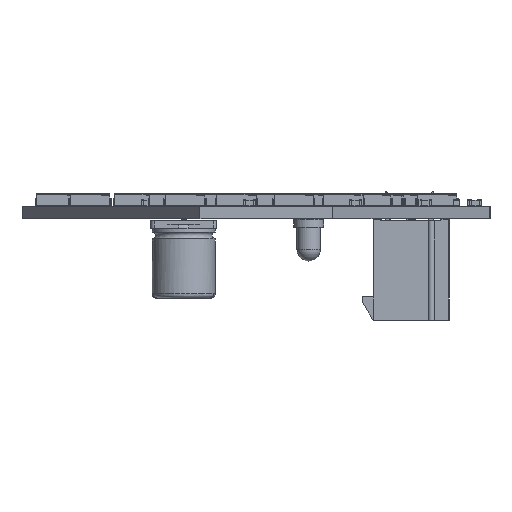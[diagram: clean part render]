
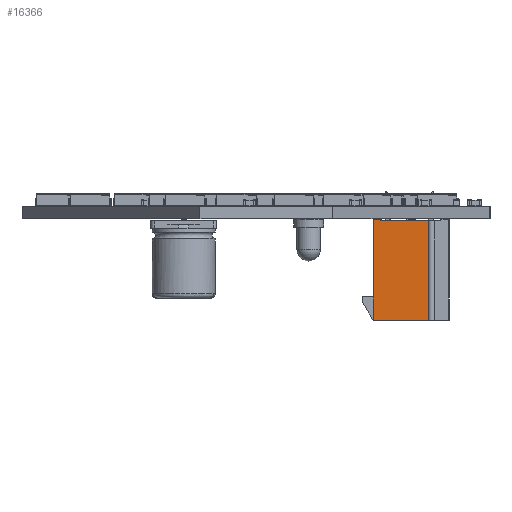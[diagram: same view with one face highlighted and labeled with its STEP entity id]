
A CAD part, front view. The second image highlights one B-rep face of the part: STEP entity #16366.
In plain terms, the highlighted face is planar.
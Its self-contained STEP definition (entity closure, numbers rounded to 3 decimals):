
#13683 = PLANE('',#13684);
#13684 = AXIS2_PLACEMENT_3D('',#13685,#13686,#13687);
#13685 = CARTESIAN_POINT('',(-4.8,0.,-4.8));
#13686 = DIRECTION('',(0.,0.,-1.));
#13687 = DIRECTION('',(0.,-1.,0.));
#13779 = PLANE('',#13780);
#13780 = AXIS2_PLACEMENT_3D('',#13781,#13782,#13783);
#13781 = CARTESIAN_POINT('',(-4.8,12.8,-4.8));
#13782 = DIRECTION('',(0.,1.,0.));
#13783 = DIRECTION('',(1.,0.,-0.));
#13876 = VERTEX_POINT('',#13877);
#13877 = CARTESIAN_POINT('',(4.8,12.8,-4.8));
#13898 = EDGE_CURVE('',#13899,#13876,#13901,.T.);
#13899 = VERTEX_POINT('',#13900);
#13900 = CARTESIAN_POINT('',(4.8,0.,-4.8));
#13901 = SURFACE_CURVE('',#13902,(#13906,#13913),.PCURVE_S1.);
#13902 = LINE('',#13903,#13904);
#13903 = CARTESIAN_POINT('',(4.8,0.,-4.8));
#13904 = VECTOR('',#13905,1.);
#13905 = DIRECTION('',(0.,1.,0.));
#13906 = PCURVE('',#13683,#13907);
#13907 = DEFINITIONAL_REPRESENTATION('',(#13908),#13912);
#13908 = LINE('',#13909,#13910);
#13909 = CARTESIAN_POINT('',(0.,-9.6));
#13910 = VECTOR('',#13911,1.);
#13911 = DIRECTION('',(-1.,-0.));
#13912 = ( GEOMETRIC_REPRESENTATION_CONTEXT(2) 
PARAMETRIC_REPRESENTATION_CONTEXT() REPRESENTATION_CONTEXT('2D SPACE',''
  ) );
#13913 = PCURVE('',#13914,#13919);
#13914 = PLANE('',#13915);
#13915 = AXIS2_PLACEMENT_3D('',#13916,#13917,#13918);
#13916 = CARTESIAN_POINT('',(4.8,0.,0.));
#13917 = DIRECTION('',(1.,0.,0.));
#13918 = DIRECTION('',(0.,1.,-0.));
#13919 = DEFINITIONAL_REPRESENTATION('',(#13920),#13924);
#13920 = LINE('',#13921,#13922);
#13921 = CARTESIAN_POINT('',(0.,-4.8));
#13922 = VECTOR('',#13923,1.);
#13923 = DIRECTION('',(1.,0.));
#13924 = ( GEOMETRIC_REPRESENTATION_CONTEXT(2) 
PARAMETRIC_REPRESENTATION_CONTEXT() REPRESENTATION_CONTEXT('2D SPACE',''
  ) );
#13942 = PLANE('',#13943);
#13943 = AXIS2_PLACEMENT_3D('',#13944,#13945,#13946);
#13944 = CARTESIAN_POINT('',(-4.8,0.,4.8));
#13945 = DIRECTION('',(0.,-1.,0.));
#13946 = DIRECTION('',(0.,0.,-1.));
#14162 = PLANE('',#14163);
#14163 = AXIS2_PLACEMENT_3D('',#14164,#14165,#14166);
#14164 = CARTESIAN_POINT('',(0.8,0.,-3.8));
#14165 = DIRECTION('',(0.,0.,-1.));
#14166 = DIRECTION('',(0.,-1.,0.));
#15925 = PLANE('',#15926);
#15926 = AXIS2_PLACEMENT_3D('',#15927,#15928,#15929);
#15927 = CARTESIAN_POINT('',(-4.8,0.2,0.));
#15928 = DIRECTION('',(0.,-1.,0.));
#15929 = DIRECTION('',(0.,0.,-1.));
#16366 = ADVANCED_FACE('',(#16367),#13914,.T.);
#16367 = FACE_BOUND('',#16368,.T.);
#16368 = EDGE_LOOP('',(#16369,#16394,#16417,#16438,#16439,#16462));
#16369 = ORIENTED_EDGE('',*,*,#16370,.F.);
#16370 = EDGE_CURVE('',#16371,#16373,#16375,.T.);
#16371 = VERTEX_POINT('',#16372);
#16372 = CARTESIAN_POINT('',(4.8,0.2,-3.8));
#16373 = VERTEX_POINT('',#16374);
#16374 = CARTESIAN_POINT('',(4.8,0.2,2.2));
#16375 = SURFACE_CURVE('',#16376,(#16380,#16387),.PCURVE_S1.);
#16376 = LINE('',#16377,#16378);
#16377 = CARTESIAN_POINT('',(4.8,0.2,-3.8)
  );
#16378 = VECTOR('',#16379,1.);
#16379 = DIRECTION('',(0.,0.,1.));
#16380 = PCURVE('',#13914,#16381);
#16381 = DEFINITIONAL_REPRESENTATION('',(#16382),#16386);
#16382 = LINE('',#16383,#16384);
#16383 = CARTESIAN_POINT('',(0.2,-3.8));
#16384 = VECTOR('',#16385,1.);
#16385 = DIRECTION('',(0.,1.));
#16386 = ( GEOMETRIC_REPRESENTATION_CONTEXT(2) 
PARAMETRIC_REPRESENTATION_CONTEXT() REPRESENTATION_CONTEXT('2D SPACE',''
  ) );
#16387 = PCURVE('',#15925,#16388);
#16388 = DEFINITIONAL_REPRESENTATION('',(#16389),#16393);
#16389 = LINE('',#16390,#16391);
#16390 = CARTESIAN_POINT('',(3.8,9.6));
#16391 = VECTOR('',#16392,1.);
#16392 = DIRECTION('',(-1.,0.));
#16393 = ( GEOMETRIC_REPRESENTATION_CONTEXT(2) 
PARAMETRIC_REPRESENTATION_CONTEXT() REPRESENTATION_CONTEXT('2D SPACE',''
  ) );
#16394 = ORIENTED_EDGE('',*,*,#16395,.F.);
#16395 = EDGE_CURVE('',#16396,#16371,#16398,.T.);
#16396 = VERTEX_POINT('',#16397);
#16397 = CARTESIAN_POINT('',(4.8,0.,-3.8));
#16398 = SURFACE_CURVE('',#16399,(#16403,#16410),.PCURVE_S1.);
#16399 = LINE('',#16400,#16401);
#16400 = CARTESIAN_POINT('',(4.8,0.,-3.8));
#16401 = VECTOR('',#16402,1.);
#16402 = DIRECTION('',(0.,1.,0.));
#16403 = PCURVE('',#13914,#16404);
#16404 = DEFINITIONAL_REPRESENTATION('',(#16405),#16409);
#16405 = LINE('',#16406,#16407);
#16406 = CARTESIAN_POINT('',(0.,-3.8));
#16407 = VECTOR('',#16408,1.);
#16408 = DIRECTION('',(1.,0.));
#16409 = ( GEOMETRIC_REPRESENTATION_CONTEXT(2) 
PARAMETRIC_REPRESENTATION_CONTEXT() REPRESENTATION_CONTEXT('2D SPACE',''
  ) );
#16410 = PCURVE('',#14162,#16411);
#16411 = DEFINITIONAL_REPRESENTATION('',(#16412),#16416);
#16412 = LINE('',#16413,#16414);
#16413 = CARTESIAN_POINT('',(0.,-4.));
#16414 = VECTOR('',#16415,1.);
#16415 = DIRECTION('',(-1.,-0.));
#16416 = ( GEOMETRIC_REPRESENTATION_CONTEXT(2) 
PARAMETRIC_REPRESENTATION_CONTEXT() REPRESENTATION_CONTEXT('2D SPACE',''
  ) );
#16417 = ORIENTED_EDGE('',*,*,#16418,.T.);
#16418 = EDGE_CURVE('',#16396,#13899,#16419,.T.);
#16419 = SURFACE_CURVE('',#16420,(#16424,#16431),.PCURVE_S1.);
#16420 = LINE('',#16421,#16422);
#16421 = CARTESIAN_POINT('',(4.8,0.,-3.8));
#16422 = VECTOR('',#16423,1.);
#16423 = DIRECTION('',(0.,0.,-1.));
#16424 = PCURVE('',#13914,#16425);
#16425 = DEFINITIONAL_REPRESENTATION('',(#16426),#16430);
#16426 = LINE('',#16427,#16428);
#16427 = CARTESIAN_POINT('',(0.,-3.8));
#16428 = VECTOR('',#16429,1.);
#16429 = DIRECTION('',(0.,-1.));
#16430 = ( GEOMETRIC_REPRESENTATION_CONTEXT(2) 
PARAMETRIC_REPRESENTATION_CONTEXT() REPRESENTATION_CONTEXT('2D SPACE',''
  ) );
#16431 = PCURVE('',#13942,#16432);
#16432 = DEFINITIONAL_REPRESENTATION('',(#16433),#16437);
#16433 = LINE('',#16434,#16435);
#16434 = CARTESIAN_POINT('',(8.6,9.6));
#16435 = VECTOR('',#16436,1.);
#16436 = DIRECTION('',(1.,0.));
#16437 = ( GEOMETRIC_REPRESENTATION_CONTEXT(2) 
PARAMETRIC_REPRESENTATION_CONTEXT() REPRESENTATION_CONTEXT('2D SPACE',''
  ) );
#16438 = ORIENTED_EDGE('',*,*,#13898,.T.);
#16439 = ORIENTED_EDGE('',*,*,#16440,.T.);
#16440 = EDGE_CURVE('',#13876,#16441,#16443,.T.);
#16441 = VERTEX_POINT('',#16442);
#16442 = CARTESIAN_POINT('',(4.8,12.8,2.2));
#16443 = SURFACE_CURVE('',#16444,(#16448,#16455),.PCURVE_S1.);
#16444 = LINE('',#16445,#16446);
#16445 = CARTESIAN_POINT('',(4.8,12.8,-4.8
    ));
#16446 = VECTOR('',#16447,1.);
#16447 = DIRECTION('',(0.,0.,1.));
#16448 = PCURVE('',#13914,#16449);
#16449 = DEFINITIONAL_REPRESENTATION('',(#16450),#16454);
#16450 = LINE('',#16451,#16452);
#16451 = CARTESIAN_POINT('',(12.8,-4.8));
#16452 = VECTOR('',#16453,1.);
#16453 = DIRECTION('',(0.,1.));
#16454 = ( GEOMETRIC_REPRESENTATION_CONTEXT(2) 
PARAMETRIC_REPRESENTATION_CONTEXT() REPRESENTATION_CONTEXT('2D SPACE',''
  ) );
#16455 = PCURVE('',#13779,#16456);
#16456 = DEFINITIONAL_REPRESENTATION('',(#16457),#16461);
#16457 = LINE('',#16458,#16459);
#16458 = CARTESIAN_POINT('',(9.6,0.));
#16459 = VECTOR('',#16460,1.);
#16460 = DIRECTION('',(0.,-1.));
#16461 = ( GEOMETRIC_REPRESENTATION_CONTEXT(2) 
PARAMETRIC_REPRESENTATION_CONTEXT() REPRESENTATION_CONTEXT('2D SPACE',''
  ) );
#16462 = ORIENTED_EDGE('',*,*,#16463,.T.);
#16463 = EDGE_CURVE('',#16441,#16373,#16464,.T.);
#16464 = SURFACE_CURVE('',#16465,(#16469,#16476),.PCURVE_S1.);
#16465 = LINE('',#16466,#16467);
#16466 = CARTESIAN_POINT('',(4.8,12.8,2.2)
  );
#16467 = VECTOR('',#16468,1.);
#16468 = DIRECTION('',(0.,-1.,0.));
#16469 = PCURVE('',#13914,#16470);
#16470 = DEFINITIONAL_REPRESENTATION('',(#16471),#16475);
#16471 = LINE('',#16472,#16473);
#16472 = CARTESIAN_POINT('',(12.8,2.2));
#16473 = VECTOR('',#16474,1.);
#16474 = DIRECTION('',(-1.,0.));
#16475 = ( GEOMETRIC_REPRESENTATION_CONTEXT(2) 
PARAMETRIC_REPRESENTATION_CONTEXT() REPRESENTATION_CONTEXT('2D SPACE',''
  ) );
#16476 = PCURVE('',#16477,#16482);
#16477 = CYLINDRICAL_SURFACE('',#16478,0.4);
#16478 = AXIS2_PLACEMENT_3D('',#16479,#16480,#16481);
#16479 = CARTESIAN_POINT('',(4.8,12.8,2.6));
#16480 = DIRECTION('',(-0.,1.,-0.));
#16481 = DIRECTION('',(1.,0.,0.));
#16482 = DEFINITIONAL_REPRESENTATION('',(#16483),#16487);
#16483 = LINE('',#16484,#16485);
#16484 = CARTESIAN_POINT('',(7.854,0.));
#16485 = VECTOR('',#16486,1.);
#16486 = DIRECTION('',(0.,-1.));
#16487 = ( GEOMETRIC_REPRESENTATION_CONTEXT(2) 
PARAMETRIC_REPRESENTATION_CONTEXT() REPRESENTATION_CONTEXT('2D SPACE',''
  ) );
